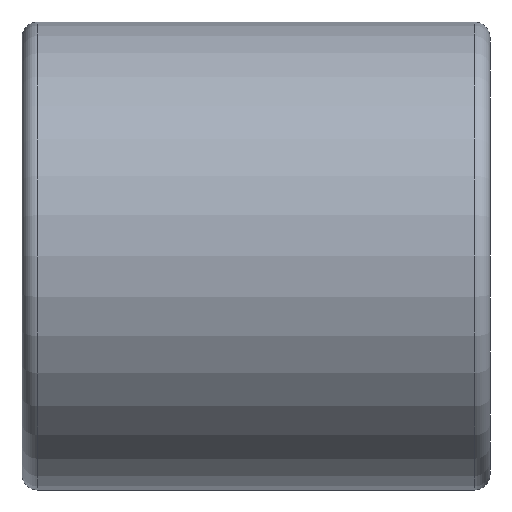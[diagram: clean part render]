
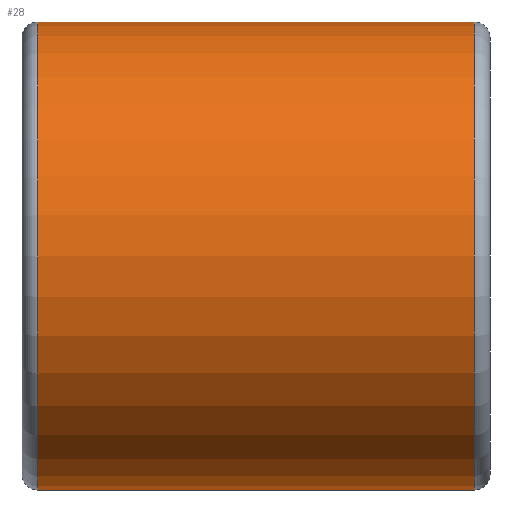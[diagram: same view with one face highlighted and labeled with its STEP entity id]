
A CAD part, left-side view. The second image highlights one B-rep face of the part: STEP entity #28.
In plain terms, the highlighted cylindrical face has radius 3.175 mm (diameter 6.35 mm), a partial arc.
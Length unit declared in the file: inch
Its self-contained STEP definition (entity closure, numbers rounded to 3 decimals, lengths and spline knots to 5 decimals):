
#2 = LINE ( 'NONE', #128, #75 ) ;
#4 = AXIS2_PLACEMENT_3D ( 'NONE', #253, #139, #119 ) ;
#10 = ORIENTED_EDGE ( 'NONE', *, *, #222, .T. ) ;
#26 = DIRECTION ( 'NONE',  ( 0., 0., 1. ) ) ;
#28 = ADVANCED_FACE ( 'NONE', ( #150 ), #30, .T. ) ;
#30 = CYLINDRICAL_SURFACE ( 'NONE', #198, 0.125 ) ;
#64 = AXIS2_PLACEMENT_3D ( 'NONE', #191, #129, #26 ) ;
#66 = VERTEX_POINT ( 'NONE', #146 ) ;
#72 = VERTEX_POINT ( 'NONE', #236 ) ;
#75 = VECTOR ( 'NONE', #237, 39.37008 ) ;
#86 = CARTESIAN_POINT ( 'NONE',  ( 0., 0.125, 0.125 ) ) ;
#90 = EDGE_CURVE ( 'NONE', #268, #200, #279, .T. ) ;
#97 = CARTESIAN_POINT ( 'NONE',  ( 0., -0.11667, 0.125 ) ) ;
#109 = DIRECTION ( 'NONE',  ( 0., 0., -1. ) ) ;
#110 = CARTESIAN_POINT ( 'NONE',  ( 0., 0.125, 0. ) ) ;
#115 = EDGE_LOOP ( 'NONE', ( #201, #227, #10, #264 ) ) ;
#119 = DIRECTION ( 'NONE',  ( 0., 0., 1. ) ) ;
#128 = CARTESIAN_POINT ( 'NONE',  ( 0., 0.125, -0.125 ) ) ;
#129 = DIRECTION ( 'NONE',  ( 0., 1., 0. ) ) ;
#139 = DIRECTION ( 'NONE',  ( 0., -1., 0. ) ) ;
#146 = CARTESIAN_POINT ( 'NONE',  ( 0., 0.11667, -0.125 ) ) ;
#150 = FACE_OUTER_BOUND ( 'NONE', #115, .T. ) ;
#166 = DIRECTION ( 'NONE',  ( 0., -1., 0. ) ) ;
#167 = EDGE_CURVE ( 'NONE', #268, #66, #262, .T. ) ;
#185 = CIRCLE ( 'NONE', #64, 0.125 ) ;
#191 = CARTESIAN_POINT ( 'NONE',  ( 0., -0.11667, 0. ) ) ;
#198 = AXIS2_PLACEMENT_3D ( 'NONE', #110, #221, #109 ) ;
#200 = VERTEX_POINT ( 'NONE', #97 ) ;
#201 = ORIENTED_EDGE ( 'NONE', *, *, #90, .F. ) ;
#211 = VECTOR ( 'NONE', #166, 39.37008 ) ;
#221 = DIRECTION ( 'NONE',  ( 0., -1., 0. ) ) ;
#222 = EDGE_CURVE ( 'NONE', #66, #72, #2, .T. ) ;
#227 = ORIENTED_EDGE ( 'NONE', *, *, #167, .T. ) ;
#236 = CARTESIAN_POINT ( 'NONE',  ( 0., -0.11667, -0.125 ) ) ;
#237 = DIRECTION ( 'NONE',  ( 0., -1., 0. ) ) ;
#253 = CARTESIAN_POINT ( 'NONE',  ( 0., 0.11667, 0. ) ) ;
#260 = CARTESIAN_POINT ( 'NONE',  ( 0., 0.11667, 0.125 ) ) ;
#262 = CIRCLE ( 'NONE', #4, 0.125 ) ;
#264 = ORIENTED_EDGE ( 'NONE', *, *, #270, .T. ) ;
#268 = VERTEX_POINT ( 'NONE', #260 ) ;
#270 = EDGE_CURVE ( 'NONE', #72, #200, #185, .T. ) ;
#279 = LINE ( 'NONE', #86, #211 ) ;
